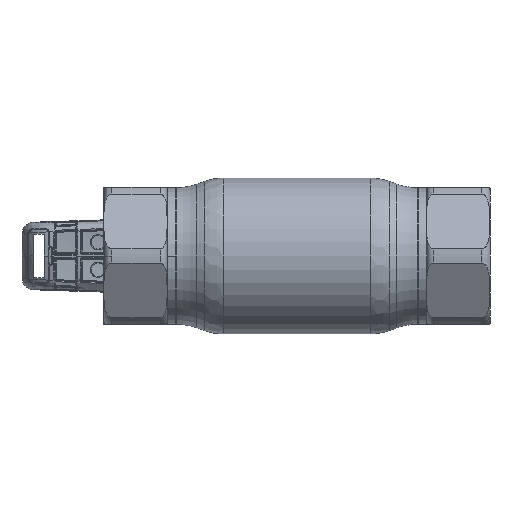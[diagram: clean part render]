
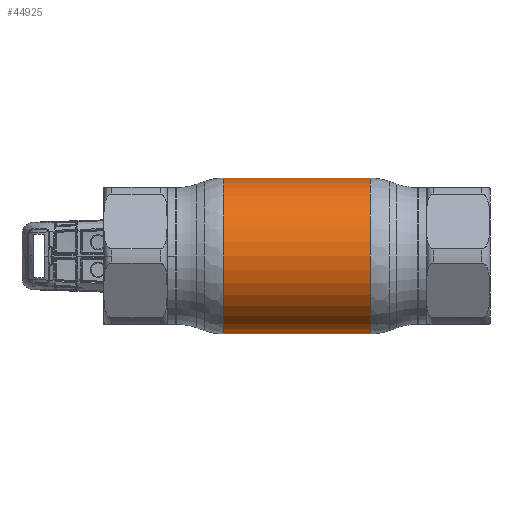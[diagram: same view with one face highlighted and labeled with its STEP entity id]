
A CAD part, front view. The second image highlights one B-rep face of the part: STEP entity #44925.
In plain terms, the highlighted cylindrical face has radius 28.25 mm (diameter 56.5 mm), a partial arc.
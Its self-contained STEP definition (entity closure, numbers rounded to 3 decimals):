
#1535 = AXIS2_PLACEMENT_3D ( 'NONE', #15231, #51969, #46875 ) ;
#2701 = CARTESIAN_POINT ( 'NONE',  ( -26.673, 0., 28.25 ) ) ;
#3134 = LINE ( 'NONE', #25776, #9814 ) ;
#5614 = ORIENTED_EDGE ( 'NONE', *, *, #41897, .T. ) ;
#7191 = AXIS2_PLACEMENT_3D ( 'NONE', #45937, #18817, #45634 ) ;
#9704 = ORIENTED_EDGE ( 'NONE', *, *, #58395, .F. ) ;
#9814 = VECTOR ( 'NONE', #48708, 1000. ) ;
#11774 = CYLINDRICAL_SURFACE ( 'NONE', #29159, 28.25 ) ;
#15231 = CARTESIAN_POINT ( 'NONE',  ( -26.673, 0., 0. ) ) ;
#16371 = LINE ( 'NONE', #52213, #36235 ) ;
#16647 = DIRECTION ( 'NONE',  ( -1., 0., 0. ) ) ;
#18817 = DIRECTION ( 'NONE',  ( -1., 0., 0. ) ) ;
#18853 = VERTEX_POINT ( 'NONE', #51691 ) ;
#22646 = CIRCLE ( 'NONE', #7191, 28.25 ) ;
#25776 = CARTESIAN_POINT ( 'NONE',  ( -62.69, 0., 28.25 ) ) ;
#25968 = FACE_OUTER_BOUND ( 'NONE', #45063, .T. ) ;
#27613 = CIRCLE ( 'NONE', #1535, 28.25 ) ;
#29159 = AXIS2_PLACEMENT_3D ( 'NONE', #30212, #16647, #39830 ) ;
#30212 = CARTESIAN_POINT ( 'NONE',  ( -62.69, 0., 0. ) ) ;
#32193 = EDGE_CURVE ( 'NONE', #36176, #43949, #27613, .T. ) ;
#34332 = CARTESIAN_POINT ( 'NONE',  ( 26.673, 0., 28.25 ) ) ;
#34545 = ORIENTED_EDGE ( 'NONE', *, *, #32193, .F. ) ;
#36176 = VERTEX_POINT ( 'NONE', #44996 ) ;
#36235 = VECTOR ( 'NONE', #57344, 1000. ) ;
#39830 = DIRECTION ( 'NONE',  ( 0., 0., 1. ) ) ;
#41897 = EDGE_CURVE ( 'NONE', #49306, #43949, #3134, .T. ) ;
#43949 = VERTEX_POINT ( 'NONE', #2701 ) ;
#44925 = ADVANCED_FACE ( 'NONE', ( #25968 ), #11774, .T. ) ;
#44996 = CARTESIAN_POINT ( 'NONE',  ( -26.673, 0., -28.25 ) ) ;
#45063 = EDGE_LOOP ( 'NONE', ( #9704, #56442, #5614, #34545 ) ) ;
#45634 = DIRECTION ( 'NONE',  ( 0., 0., 1. ) ) ;
#45937 = CARTESIAN_POINT ( 'NONE',  ( 26.673, 0., 0. ) ) ;
#46875 = DIRECTION ( 'NONE',  ( 0., 0., 1. ) ) ;
#48708 = DIRECTION ( 'NONE',  ( -1., 0., 0. ) ) ;
#49306 = VERTEX_POINT ( 'NONE', #34332 ) ;
#51691 = CARTESIAN_POINT ( 'NONE',  ( 26.673, 0., -28.25 ) ) ;
#51969 = DIRECTION ( 'NONE',  ( -1., 0., 0. ) ) ;
#52213 = CARTESIAN_POINT ( 'NONE',  ( -62.69, 0., -28.25 ) ) ;
#56442 = ORIENTED_EDGE ( 'NONE', *, *, #57123, .T. ) ;
#57123 = EDGE_CURVE ( 'NONE', #18853, #49306, #22646, .T. ) ;
#57344 = DIRECTION ( 'NONE',  ( -1., 0., 0. ) ) ;
#58395 = EDGE_CURVE ( 'NONE', #18853, #36176, #16371, .T. ) ;
